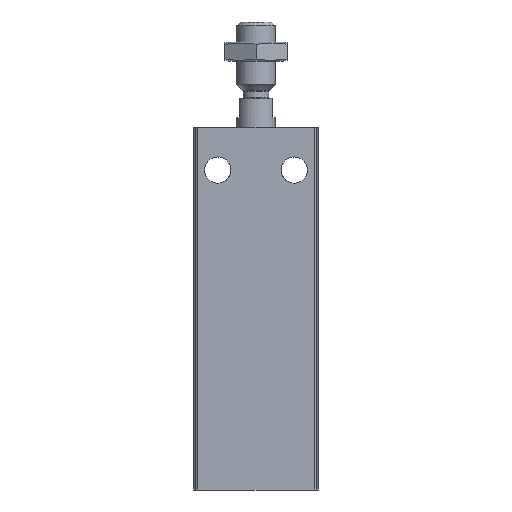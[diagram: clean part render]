
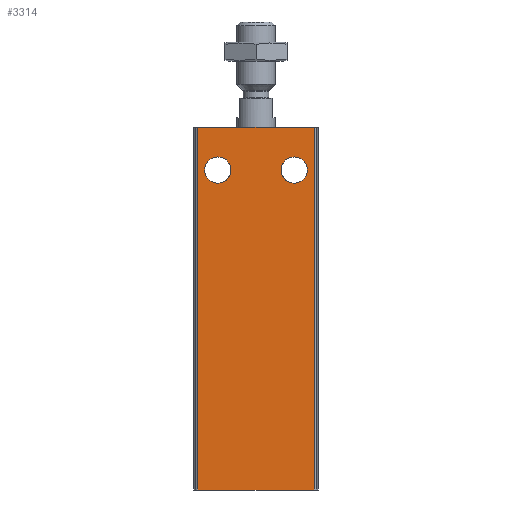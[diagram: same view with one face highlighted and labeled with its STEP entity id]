
A CAD part, front view. The second image highlights one B-rep face of the part: STEP entity #3314.
In plain terms, the highlighted planar face has unit normal (0, -1, 0).
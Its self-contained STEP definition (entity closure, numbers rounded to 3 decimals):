
#111=PLANE('',#3665);
#298=LINE('',#5770,#512);
#322=LINE('',#5859,#536);
#329=LINE('',#5886,#543);
#330=LINE('',#5887,#544);
#512=VECTOR('',#4325,1000.);
#536=VECTOR('',#4403,1000.);
#543=VECTOR('',#4436,1000.);
#544=VECTOR('',#4437,1000.);
#580=CIRCLE('',#3451,2.75);
#581=CIRCLE('',#3454,2.75);
#1270=ORIENTED_EDGE('',*,*,#1686,.F.);
#1271=ORIENTED_EDGE('',*,*,#1682,.F.);
#1272=ORIENTED_EDGE('',*,*,#1978,.T.);
#1273=ORIENTED_EDGE('',*,*,#2044,.T.);
#1274=ORIENTED_EDGE('',*,*,#2028,.F.);
#1275=ORIENTED_EDGE('',*,*,#2045,.F.);
#1682=EDGE_CURVE('',#2152,#2152,#580,.T.);
#1686=EDGE_CURVE('',#2156,#2156,#581,.T.);
#1978=EDGE_CURVE('',#2379,#2378,#298,.T.);
#2028=EDGE_CURVE('',#2416,#2417,#322,.T.);
#2044=EDGE_CURVE('',#2378,#2417,#329,.T.);
#2045=EDGE_CURVE('',#2379,#2416,#330,.T.);
#2152=VERTEX_POINT('',#4831);
#2156=VERTEX_POINT('',#4895);
#2378=VERTEX_POINT('',#5769);
#2379=VERTEX_POINT('',#5771);
#2416=VERTEX_POINT('',#5858);
#2417=VERTEX_POINT('',#5860);
#2681=EDGE_LOOP('',(#1270));
#2682=EDGE_LOOP('',(#1271));
#2683=EDGE_LOOP('',(#1272,#1273,#1274,#1275));
#2953=FACE_BOUND('',#2681,.T.);
#2954=FACE_BOUND('',#2682,.T.);
#2955=FACE_BOUND('',#2683,.T.);
#3314=ADVANCED_FACE('',(#2953,#2954,#2955),#111,.T.);
#3451=AXIS2_PLACEMENT_3D('',#4830,#3829,#3830);
#3454=AXIS2_PLACEMENT_3D('',#4894,#3835,#3836);
#3665=AXIS2_PLACEMENT_3D('',#5885,#4434,#4435);
#3829=DIRECTION('',(0.,-1.,0.));
#3830=DIRECTION('',(0.,0.,-1.));
#3835=DIRECTION('',(0.,-1.,0.));
#3836=DIRECTION('',(0.,0.,-1.));
#4325=DIRECTION('',(1.,0.,0.));
#4403=DIRECTION('',(1.,0.,0.));
#4434=DIRECTION('',(0.,-1.,0.));
#4435=DIRECTION('',(0.,0.,-1.));
#4436=DIRECTION('',(0.,0.,1.));
#4437=DIRECTION('',(0.,0.,1.));
#4830=CARTESIAN_POINT('',(8.,-20.,-9.));
#4831=CARTESIAN_POINT('',(8.,-20.,-11.75));
#4894=CARTESIAN_POINT('',(-8.,-20.,-9.));
#4895=CARTESIAN_POINT('',(-8.,-20.,-11.75));
#5769=CARTESIAN_POINT('',(12.182,-20.,-76.));
#5770=CARTESIAN_POINT('',(-13.,-20.,-76.));
#5771=CARTESIAN_POINT('',(-12.182,-20.,-76.));
#5858=CARTESIAN_POINT('',(-12.182,-20.,0.));
#5859=CARTESIAN_POINT('',(-13.,-20.,0.));
#5860=CARTESIAN_POINT('',(12.182,-20.,0.));
#5885=CARTESIAN_POINT('',(-13.,-20.,-76.));
#5886=CARTESIAN_POINT('',(12.182,-20.,-76.));
#5887=CARTESIAN_POINT('',(-12.182,-20.,-76.));
